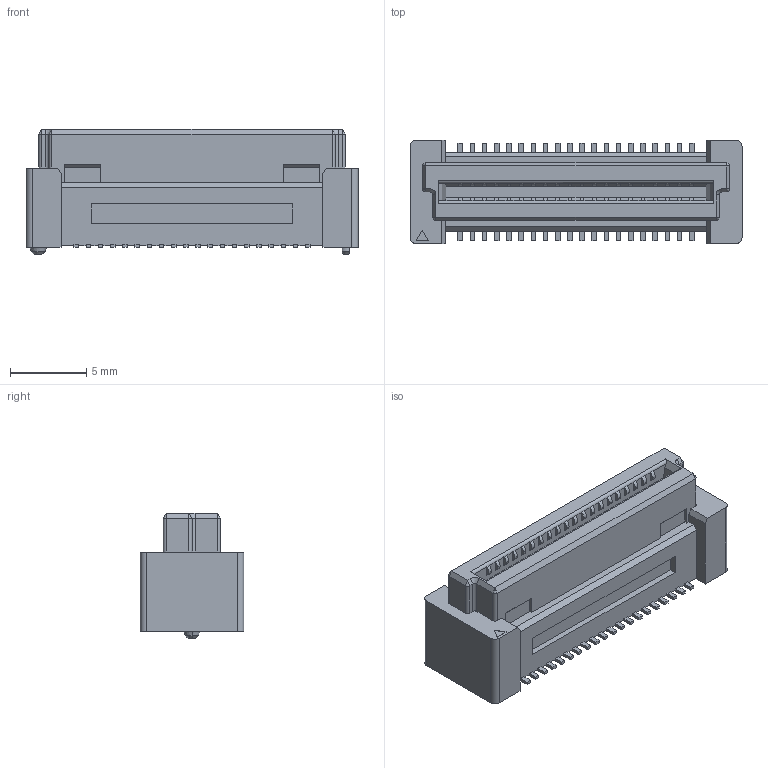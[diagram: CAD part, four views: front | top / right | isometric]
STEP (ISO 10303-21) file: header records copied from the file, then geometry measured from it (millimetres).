
FILE_DESCRIPTION((''),'2;1');
FILE_NAME('C-5-5179180-1','2015-02-17T',('workeradm'),('Tyco Electronics Ltd.'),'PRO/ENGINEER BY PARAMETRIC TECHNOLOGY CORPORATION, 2014090','PRO/ENGINEER BY PARAMETRIC TECHNOLOGY CORPORATION, 2014090','');
FILE_SCHEMA(('AUTOMOTIVE_DESIGN { 1 0 10303 214 1 1 1 1 }'));
Length unit declared in the file: millimetre
Products named in the file (1): C-5-5179180-1
Bounding box: 21.8 x 6.8 x 8.25 mm (x, y, z)
Volume: 654.6 mm3; surface area: 876.7 mm2
Topology: 1 solids, 1 shells, 767 faces, 2419 edges, 1574 vertices
Faces by surface type: plane 535, cylinder 218, cone 14
Entity records: 26919 total; most frequent: ORIENTED_EDGE 4826, CARTESIAN_POINT 4798, DIRECTION 4461, EDGE_CURVE 2413, VECTOR 1883, LINE 1883, VERTEX_POINT 1574, AXIS2_PLACEMENT_3D 1289
